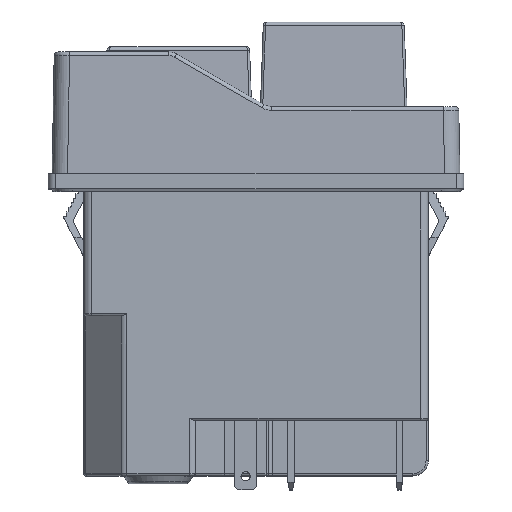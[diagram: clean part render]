
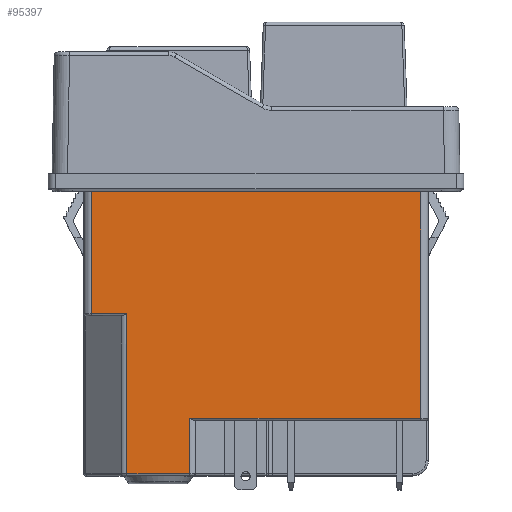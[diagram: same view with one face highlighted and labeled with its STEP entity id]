
A CAD part, top view. The second image highlights one B-rep face of the part: STEP entity #95397.
In plain terms, the highlighted planar face has unit normal (0, 0, 1).
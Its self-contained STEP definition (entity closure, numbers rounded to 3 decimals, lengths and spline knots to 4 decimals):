
#5591=FACE_OUTER_BOUND('',#10581,.T.);
#10581=EDGE_LOOP('',(#81313,#81314,#81315,#81316,#81317,#81318,#81319,#81320));
#19688=LINE('',#145943,#32367);
#21605=LINE('',#149893,#34284);
#21629=LINE('',#149987,#34308);
#21630=LINE('',#149990,#34309);
#21631=LINE('',#149992,#34310);
#21632=LINE('',#149994,#34311);
#21633=LINE('',#149995,#34312);
#21634=LINE('',#149996,#34313);
#32367=VECTOR('',#117913,0.3217);
#34284=VECTOR('',#121366,1.685);
#34308=VECTOR('',#121468,0.2835);
#34309=VECTOR('',#121471,1.378);
#34310=VECTOR('',#121472,0.8425);
#34311=VECTOR('',#121473,0.1817);
#34312=VECTOR('',#121474,0.8189);
#34313=VECTOR('',#121475,1.1817);
#42908=VERTEX_POINT('',#145938);
#42909=VERTEX_POINT('',#145942);
#44173=VERTEX_POINT('',#149890);
#44174=VERTEX_POINT('',#149892);
#44189=VERTEX_POINT('',#149978);
#44190=VERTEX_POINT('',#149989);
#44191=VERTEX_POINT('',#149991);
#44192=VERTEX_POINT('',#149993);
#54914=EDGE_CURVE('',#42908,#42909,#19688,.T.);
#56882=EDGE_CURVE('',#44173,#44174,#21605,.T.);
#56926=EDGE_CURVE('',#44189,#42908,#21629,.T.);
#56927=EDGE_CURVE('',#44190,#44174,#21630,.T.);
#56928=EDGE_CURVE('',#44173,#44191,#21631,.T.);
#56929=EDGE_CURVE('',#44191,#44192,#21632,.T.);
#56930=EDGE_CURVE('',#44192,#42909,#21633,.T.);
#56931=EDGE_CURVE('',#44189,#44190,#21634,.T.);
#81313=ORIENTED_EDGE('',*,*,#56927,.T.);
#81314=ORIENTED_EDGE('',*,*,#56882,.F.);
#81315=ORIENTED_EDGE('',*,*,#56928,.T.);
#81316=ORIENTED_EDGE('',*,*,#56929,.T.);
#81317=ORIENTED_EDGE('',*,*,#56930,.T.);
#81318=ORIENTED_EDGE('',*,*,#54914,.F.);
#81319=ORIENTED_EDGE('',*,*,#56926,.F.);
#81320=ORIENTED_EDGE('',*,*,#56931,.T.);
#90616=PLANE('',#101132);
#95397=ADVANCED_FACE('',(#5591),#90616,.T.);
#101132=AXIS2_PLACEMENT_3D('',#149988,#121469,#121470);
#117913=DIRECTION('',(-1.,0.,0.));
#121366=DIRECTION('',(1.,0.,0.));
#121468=DIRECTION('',(0.,-1.,0.));
#121469=DIRECTION('center_axis',(0.,0.,1.));
#121470=DIRECTION('ref_axis',(1.,0.,0.));
#121471=DIRECTION('',(0.,1.,0.));
#121472=DIRECTION('',(0.,-1.,0.));
#121473=DIRECTION('',(1.,0.,0.));
#121474=DIRECTION('',(0.,-1.,0.));
#121475=DIRECTION('',(1.,0.,0.));
#145938=CARTESIAN_POINT('',(-0.3391,-1.5906,0.4213));
#145942=CARTESIAN_POINT('',(-0.6609,-1.5906,0.4213));
#145943=CARTESIAN_POINT('',(-0.3391,-1.5906,0.4213));
#149890=CARTESIAN_POINT('',(-0.8425,0.0709,0.4213));
#149892=CARTESIAN_POINT('',(0.8425,0.0709,0.4213));
#149893=CARTESIAN_POINT('',(-0.8425,0.0709,0.4213));
#149978=CARTESIAN_POINT('',(-0.3391,-1.3071,0.4213));
#149987=CARTESIAN_POINT('',(-0.3391,-1.3071,0.4213));
#149988=CARTESIAN_POINT('Origin',(-0.8819,0.,0.4213));
#149989=CARTESIAN_POINT('',(0.8425,-1.3071,0.4213));
#149990=CARTESIAN_POINT('',(0.8425,-1.3071,0.4213));
#149991=CARTESIAN_POINT('',(-0.8425,-0.7717,0.4213));
#149992=CARTESIAN_POINT('',(-0.8425,0.0709,0.4213));
#149993=CARTESIAN_POINT('',(-0.6609,-0.7717,0.4213));
#149994=CARTESIAN_POINT('',(-0.8425,-0.7717,0.4213));
#149995=CARTESIAN_POINT('',(-0.6609,-0.7717,0.4213));
#149996=CARTESIAN_POINT('',(-0.3391,-1.3071,0.4213));
